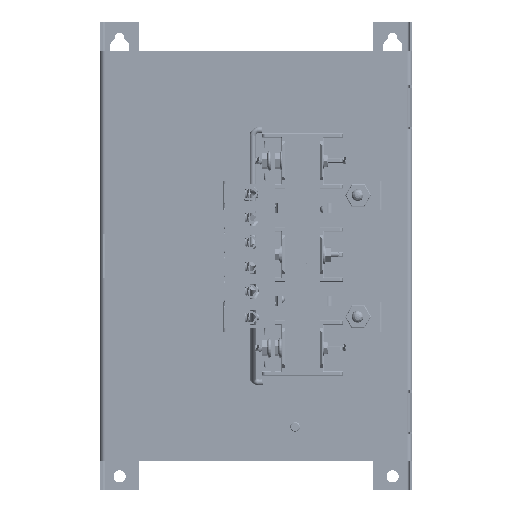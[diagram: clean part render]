
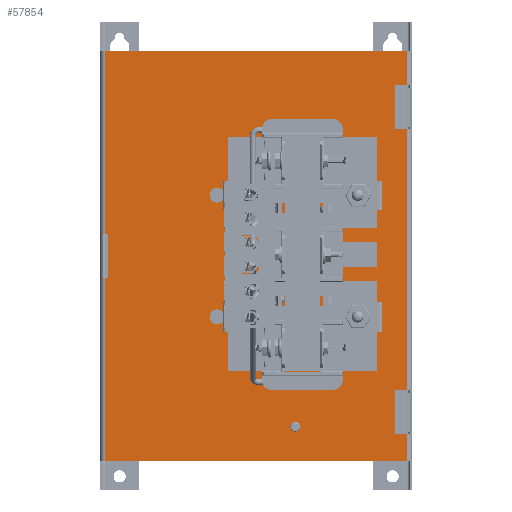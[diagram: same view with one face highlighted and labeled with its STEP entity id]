
A CAD part, front view. The second image highlights one B-rep face of the part: STEP entity #57854.
In plain terms, the highlighted face is planar.
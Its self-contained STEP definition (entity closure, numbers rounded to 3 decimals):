
#2635=FACE_BOUND('',#9993,.T.);
#2636=FACE_BOUND('',#9994,.T.);
#2637=FACE_BOUND('',#9995,.T.);
#2638=FACE_BOUND('',#9996,.T.);
#2639=FACE_BOUND('',#9997,.T.);
#2640=FACE_BOUND('',#9998,.T.);
#2641=FACE_BOUND('',#9999,.T.);
#3795=PLANE('',#63841);
#6605=FACE_OUTER_BOUND('',#9992,.T.);
#9992=EDGE_LOOP('',(#49067,#49068,#49069,#49070,#49071,#49072,#49073,#49074,
#49075,#49076,#49077,#49078,#49079,#49080,#49081,#49082));
#9993=EDGE_LOOP('',(#49083));
#9994=EDGE_LOOP('',(#49084));
#9995=EDGE_LOOP('',(#49085));
#9996=EDGE_LOOP('',(#49086));
#9997=EDGE_LOOP('',(#49087));
#9998=EDGE_LOOP('',(#49088));
#9999=EDGE_LOOP('',(#49089));
#14601=LINE('',#104902,#19770);
#14605=LINE('',#104910,#19774);
#14608=LINE('',#104918,#19777);
#14626=LINE('',#104959,#19795);
#14627=LINE('',#104961,#19796);
#14628=LINE('',#104963,#19797);
#14629=LINE('',#104965,#19798);
#14630=LINE('',#104967,#19799);
#14631=LINE('',#104969,#19800);
#14632=LINE('',#104971,#19801);
#14633=LINE('',#104973,#19802);
#14634=LINE('',#104975,#19803);
#14635=LINE('',#104977,#19804);
#14636=LINE('',#104979,#19805);
#14637=LINE('',#104981,#19806);
#14638=LINE('',#104982,#19807);
#19770=VECTOR('',#77001,0.394);
#19774=VECTOR('',#77007,0.394);
#19777=VECTOR('',#77014,0.394);
#19795=VECTOR('',#77046,0.394);
#19796=VECTOR('',#77047,0.091);
#19797=VECTOR('',#77048,0.394);
#19798=VECTOR('',#77049,0.394);
#19799=VECTOR('',#77050,0.394);
#19800=VECTOR('',#77051,0.394);
#19801=VECTOR('',#77052,0.394);
#19802=VECTOR('',#77053,0.394);
#19803=VECTOR('',#77054,0.394);
#19804=VECTOR('',#77055,0.394);
#19805=VECTOR('',#77056,0.394);
#19806=VECTOR('',#77057,0.091);
#19807=VECTOR('',#77058,0.394);
#23421=CIRCLE('',#63638,0.125);
#23434=CIRCLE('',#63665,0.19);
#23436=CIRCLE('',#63668,0.19);
#23438=CIRCLE('',#63671,0.19);
#23440=CIRCLE('',#63674,0.19);
#23442=CIRCLE('',#63677,0.19);
#23444=CIRCLE('',#63680,0.19);
#27492=VERTEX_POINT('',#104371);
#27505=VERTEX_POINT('',#104420);
#27507=VERTEX_POINT('',#104426);
#27509=VERTEX_POINT('',#104432);
#27511=VERTEX_POINT('',#104438);
#27513=VERTEX_POINT('',#104444);
#27515=VERTEX_POINT('',#104450);
#27666=VERTEX_POINT('',#104899);
#27667=VERTEX_POINT('',#104901);
#27670=VERTEX_POINT('',#104909);
#27673=VERTEX_POINT('',#104917);
#27689=VERTEX_POINT('',#104958);
#27690=VERTEX_POINT('',#104960);
#27691=VERTEX_POINT('',#104962);
#27692=VERTEX_POINT('',#104964);
#27693=VERTEX_POINT('',#104966);
#27694=VERTEX_POINT('',#104968);
#27695=VERTEX_POINT('',#104970);
#27696=VERTEX_POINT('',#104972);
#27697=VERTEX_POINT('',#104974);
#27698=VERTEX_POINT('',#104976);
#27699=VERTEX_POINT('',#104978);
#27700=VERTEX_POINT('',#104980);
#34834=EDGE_CURVE('',#27492,#27492,#23421,.T.);
#34855=EDGE_CURVE('',#27505,#27505,#23434,.T.);
#34858=EDGE_CURVE('',#27507,#27507,#23436,.T.);
#34861=EDGE_CURVE('',#27509,#27509,#23438,.T.);
#34864=EDGE_CURVE('',#27511,#27511,#23440,.T.);
#34867=EDGE_CURVE('',#27513,#27513,#23442,.T.);
#34870=EDGE_CURVE('',#27515,#27515,#23444,.T.);
#35095=EDGE_CURVE('',#27667,#27666,#14601,.T.);
#35099=EDGE_CURVE('',#27670,#27667,#14605,.T.);
#35103=EDGE_CURVE('',#27673,#27670,#14608,.T.);
#35124=EDGE_CURVE('',#27666,#27689,#14626,.T.);
#35125=EDGE_CURVE('',#27689,#27690,#14627,.T.);
#35126=EDGE_CURVE('',#27690,#27691,#14628,.T.);
#35127=EDGE_CURVE('',#27691,#27692,#14629,.T.);
#35128=EDGE_CURVE('',#27692,#27693,#14630,.T.);
#35129=EDGE_CURVE('',#27693,#27694,#14631,.T.);
#35130=EDGE_CURVE('',#27694,#27695,#14632,.T.);
#35131=EDGE_CURVE('',#27695,#27696,#14633,.T.);
#35132=EDGE_CURVE('',#27696,#27697,#14634,.T.);
#35133=EDGE_CURVE('',#27697,#27698,#14635,.T.);
#35134=EDGE_CURVE('',#27698,#27699,#14636,.T.);
#35135=EDGE_CURVE('',#27700,#27699,#14637,.T.);
#35136=EDGE_CURVE('',#27700,#27673,#14638,.T.);
#49067=ORIENTED_EDGE('',*,*,#35103,.T.);
#49068=ORIENTED_EDGE('',*,*,#35099,.T.);
#49069=ORIENTED_EDGE('',*,*,#35095,.T.);
#49070=ORIENTED_EDGE('',*,*,#35124,.T.);
#49071=ORIENTED_EDGE('',*,*,#35125,.T.);
#49072=ORIENTED_EDGE('',*,*,#35126,.T.);
#49073=ORIENTED_EDGE('',*,*,#35127,.T.);
#49074=ORIENTED_EDGE('',*,*,#35128,.T.);
#49075=ORIENTED_EDGE('',*,*,#35129,.T.);
#49076=ORIENTED_EDGE('',*,*,#35130,.T.);
#49077=ORIENTED_EDGE('',*,*,#35131,.T.);
#49078=ORIENTED_EDGE('',*,*,#35132,.T.);
#49079=ORIENTED_EDGE('',*,*,#35133,.T.);
#49080=ORIENTED_EDGE('',*,*,#35134,.T.);
#49081=ORIENTED_EDGE('',*,*,#35135,.F.);
#49082=ORIENTED_EDGE('',*,*,#35136,.T.);
#49083=ORIENTED_EDGE('',*,*,#34834,.T.);
#49084=ORIENTED_EDGE('',*,*,#34855,.T.);
#49085=ORIENTED_EDGE('',*,*,#34858,.T.);
#49086=ORIENTED_EDGE('',*,*,#34861,.T.);
#49087=ORIENTED_EDGE('',*,*,#34864,.T.);
#49088=ORIENTED_EDGE('',*,*,#34867,.T.);
#49089=ORIENTED_EDGE('',*,*,#34870,.T.);
#57854=ADVANCED_FACE('',(#6605,#2635,#2636,#2637,#2638,#2639,#2640,#2641),
#3795,.F.);
#63638=AXIS2_PLACEMENT_3D('',#104373,#76453,#76454);
#63665=AXIS2_PLACEMENT_3D('',#104421,#76515,#76516);
#63668=AXIS2_PLACEMENT_3D('',#104427,#76522,#76523);
#63671=AXIS2_PLACEMENT_3D('',#104433,#76529,#76530);
#63674=AXIS2_PLACEMENT_3D('',#104439,#76536,#76537);
#63677=AXIS2_PLACEMENT_3D('',#104445,#76543,#76544);
#63680=AXIS2_PLACEMENT_3D('',#104451,#76550,#76551);
#63841=AXIS2_PLACEMENT_3D('',#104957,#77044,#77045);
#76453=DIRECTION('center_axis',(-1.,0.,0.));
#76454=DIRECTION('ref_axis',(0.,0.,
1.));
#76515=DIRECTION('center_axis',(-1.,0.,0.));
#76516=DIRECTION('ref_axis',(0.,0.,1.));
#76522=DIRECTION('center_axis',(-1.,0.,0.));
#76523=DIRECTION('ref_axis',(0.,0.,
1.));
#76529=DIRECTION('center_axis',(-1.,0.,0.));
#76530=DIRECTION('ref_axis',(0.,0.,1.));
#76536=DIRECTION('center_axis',(-1.,0.,0.));
#76537=DIRECTION('ref_axis',(0.,0.,1.));
#76543=DIRECTION('center_axis',(-1.,0.,0.));
#76544=DIRECTION('ref_axis',(0.,0.,1.));
#76550=DIRECTION('center_axis',(-1.,0.,0.));
#76551=DIRECTION('ref_axis',(0.,0.,
1.));
#77001=DIRECTION('',(0.,-1.,0.));
#77007=DIRECTION('',(0.,0.,-1.));
#77014=DIRECTION('',(0.,1.,0.));
#77044=DIRECTION('center_axis',(-1.,0.,0.));
#77045=DIRECTION('ref_axis',(0.,0.,
1.));
#77046=DIRECTION('',(0.,0.,-1.));
#77047=DIRECTION('',(0.,1.,0.));
#77048=DIRECTION('',(0.,0.,1.));
#77049=DIRECTION('',(0.,-1.,0.));
#77050=DIRECTION('',(0.,0.,1.));
#77051=DIRECTION('',(0.,1.,0.));
#77052=DIRECTION('',(0.,0.,1.));
#77053=DIRECTION('',(0.,-1.,0.));
#77054=DIRECTION('',(0.,0.,1.));
#77055=DIRECTION('',(0.,1.,0.));
#77056=DIRECTION('',(0.,0.,1.));
#77057=DIRECTION('',(0.,1.,0.));
#77058=DIRECTION('',(0.,0.,-1.));
#104371=CARTESIAN_POINT('',(3.25,5.,1.495));
#104373=CARTESIAN_POINT('Origin',(3.25,5.,1.62));
#104420=CARTESIAN_POINT('',(3.25,3.75,4.25));
#104421=CARTESIAN_POINT('Origin',(3.25,3.75,4.44));
#104426=CARTESIAN_POINT('',(3.25,3.,7.37));
#104427=CARTESIAN_POINT('Origin',(3.25,3.,7.56));
#104432=CARTESIAN_POINT('',(3.25,6.6,7.37));
#104433=CARTESIAN_POINT('Origin',(3.25,6.6,7.56));
#104438=CARTESIAN_POINT('',(3.25,3.75,7.37));
#104439=CARTESIAN_POINT('Origin',(3.25,3.75,7.56));
#104444=CARTESIAN_POINT('',(3.25,6.6,4.25));
#104445=CARTESIAN_POINT('Origin',(3.25,6.6,4.44));
#104450=CARTESIAN_POINT('',(3.25,3.,4.25));
#104451=CARTESIAN_POINT('Origin',(3.25,3.,4.44));
#104899=CARTESIAN_POINT('',(3.25,0.127,5.44));
#104901=CARTESIAN_POINT('',(3.25,0.193,5.44));
#104902=CARTESIAN_POINT('',(3.25,2.093,5.44));
#104909=CARTESIAN_POINT('',(3.25,0.193,6.56));
#104910=CARTESIAN_POINT('',(3.25,0.193,6.28));
#104917=CARTESIAN_POINT('',(3.25,0.127,6.56));
#104918=CARTESIAN_POINT('',(3.25,2.028,6.56));
#104957=CARTESIAN_POINT('Origin',(3.25,3.992,6.));
#104958=CARTESIAN_POINT('',(3.25,0.127,0.75));
#104959=CARTESIAN_POINT('',(3.25,0.127,6.));
#104960=CARTESIAN_POINT('',(3.25,7.873,0.75));
#104961=CARTESIAN_POINT('',(3.25,-0.16,0.75));
#104962=CARTESIAN_POINT('',(3.25,7.873,1.441));
#104963=CARTESIAN_POINT('',(3.25,7.873,8.625));
#104964=CARTESIAN_POINT('',(3.25,7.56,1.441));
#104965=CARTESIAN_POINT('',(3.25,5.996,1.441));
#104966=CARTESIAN_POINT('',(3.25,7.56,2.559));
#104967=CARTESIAN_POINT('',(3.25,7.56,3.721));
#104968=CARTESIAN_POINT('',(3.25,7.873,2.559));
#104969=CARTESIAN_POINT('',(3.25,5.776,2.559));
#104970=CARTESIAN_POINT('',(3.25,7.873,9.261));
#104971=CARTESIAN_POINT('',(3.25,7.873,8.625));
#104972=CARTESIAN_POINT('',(3.25,7.56,9.261));
#104973=CARTESIAN_POINT('',(3.25,5.996,9.261));
#104974=CARTESIAN_POINT('',(3.25,7.56,10.379));
#104975=CARTESIAN_POINT('',(3.25,7.56,7.631));
#104976=CARTESIAN_POINT('',(3.25,7.873,10.379));
#104977=CARTESIAN_POINT('',(3.25,5.776,10.379));
#104978=CARTESIAN_POINT('',(3.25,7.873,11.25));
#104979=CARTESIAN_POINT('',(3.25,7.873,8.625));
#104980=CARTESIAN_POINT('',(3.25,0.127,11.25));
#104981=CARTESIAN_POINT('',(3.25,-0.16,11.25));
#104982=CARTESIAN_POINT('',(3.25,0.127,6.));
